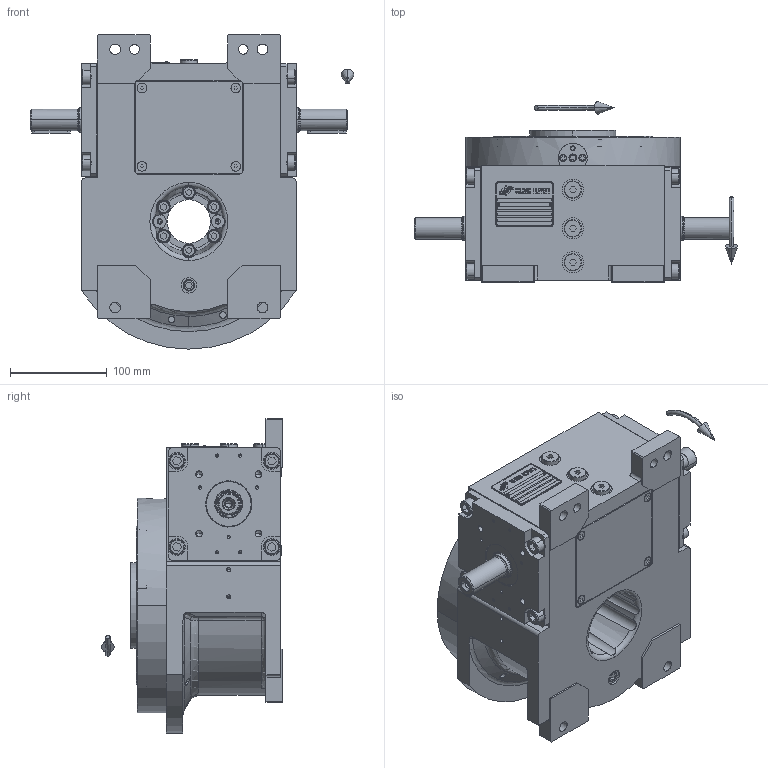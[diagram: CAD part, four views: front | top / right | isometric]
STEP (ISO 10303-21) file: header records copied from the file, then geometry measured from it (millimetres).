
FILE_DESCRIPTION (( 'STEP AP203' ), '1' );
FILE_NAME ('PC5200625.step', '2024-09-16T09:46:14', ( '' ), ( '' ), 'SwSTEP 2.0', 'SolidWorks 2020', '' );
FILE_SCHEMA (( 'CONFIG_CONTROL_DESIGN' ));
Length unit declared in the file: millimetre
Products named in the file (77): cfn2000_01_126; cfn2000_01_124; cfn2003_01_054; cfn2107_01_001; CFN2010_02_002.stp; AS_rig06_004; cfn2276_01_074; cfn2104_01_016; CFN2010_01_012.stp; CFN2000_01_185.stp; cfn2000_01_103; AS_cfn2476_01_002_60x46; cfn2128_04_004; cfn2151_01_290; cfn2158_01_011; CFN2104_02_017.stp; cfn2158_01_010; cfn2151_01_109; PC5200625; cfn2128_19_002; rig06_004_s_001; rig06_004; rig06_005_n_01; AS_rig06_002_bc_001; rig06_016; rig06_003_8; AS_rig06_016; cfn2070_05_005; RIG06_005_ASM.stp; cfn2155_01_056; rig06_002_bc_001; rig06_071_08_m_asm.stp; freccia_angolare_albero; cfn2077_01_018; cfn2151_01_090; rig06_017; cfn2476_01_002_60x46; cfn2205_01_013; rig06_007_master; CFN2203_02_001.stp ...
Assembly tree (69 placements, depth 5):
  cfn2276_01_074
  CFN2010_01_012.stp
  cfn2151_01_290
  cfn2158_01_010
  cfn2151_01_109
Bounding box: 334.5 x 187 x 325 mm (x, y, z)
Volume: 2306168.8 mm3; surface area: 755561.1 mm2
Topology: 61 solids, 61 shells, 2000 faces, 4964 edges, 3176 vertices
Faces by surface type: plane 1008, cylinder 642, cone 316, torus 22, bspline 6, sphere 6
Entity records: 68085 total; most frequent: CARTESIAN_POINT 14928, DIRECTION 9505, ORIENTED_EDGE 9154, EDGE_CURVE 4577, AXIS2_PLACEMENT_3D 3277, VERTEX_POINT 2985, VECTOR 2951, LINE 2951
